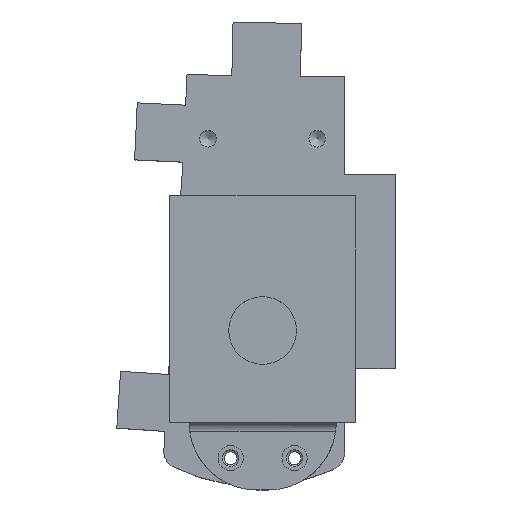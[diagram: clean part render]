
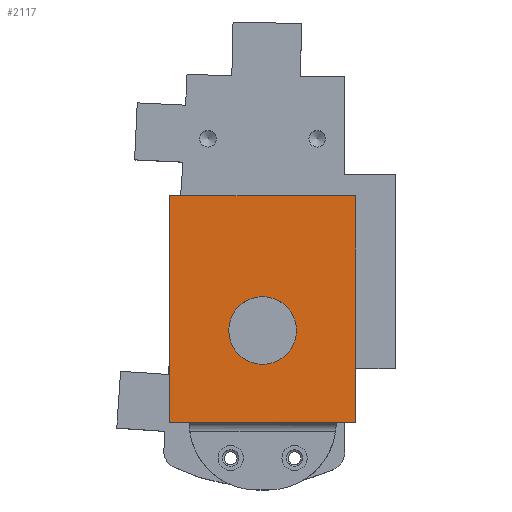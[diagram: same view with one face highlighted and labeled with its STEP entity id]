
A CAD part, top view. The second image highlights one B-rep face of the part: STEP entity #2117.
In plain terms, the highlighted face is planar.
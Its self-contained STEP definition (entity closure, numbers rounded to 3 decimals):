
#104=FACE_BOUND('',#336,.T.);
#142=PLANE('',#2292);
#217=FACE_OUTER_BOUND('',#335,.T.);
#335=EDGE_LOOP('',(#1625,#1626,#1627,#1628));
#336=EDGE_LOOP('',(#1629,#1630));
#434=LINE('',#3095,#647);
#450=LINE('',#3130,#663);
#490=LINE('',#3255,#703);
#491=LINE('',#3257,#704);
#647=VECTOR('',#2482,10.);
#663=VECTOR('',#2508,10.);
#703=VECTOR('',#2616,10.);
#704=VECTOR('',#2619,10.);
#868=CIRCLE('',#2277,3.5);
#869=CIRCLE('',#2278,3.5);
#948=VERTEX_POINT('',#3091);
#949=VERTEX_POINT('',#3093);
#962=VERTEX_POINT('',#3128);
#963=VERTEX_POINT('',#3129);
#984=VERTEX_POINT('',#3211);
#985=VERTEX_POINT('',#3212);
#1158=EDGE_CURVE('',#949,#948,#434,.T.);
#1174=EDGE_CURVE('',#962,#963,#450,.T.);
#1207=EDGE_CURVE('',#984,#985,#868,.T.);
#1208=EDGE_CURVE('',#985,#984,#869,.T.);
#1229=EDGE_CURVE('',#949,#963,#490,.T.);
#1230=EDGE_CURVE('',#962,#948,#491,.T.);
#1625=ORIENTED_EDGE('',*,*,#1230,.T.);
#1626=ORIENTED_EDGE('',*,*,#1158,.F.);
#1627=ORIENTED_EDGE('',*,*,#1229,.T.);
#1628=ORIENTED_EDGE('',*,*,#1174,.F.);
#1629=ORIENTED_EDGE('',*,*,#1207,.T.);
#1630=ORIENTED_EDGE('',*,*,#1208,.T.);
#2117=ADVANCED_FACE('',(#217,#104),#142,.T.);
#2277=AXIS2_PLACEMENT_3D('',#3213,#2569,#2570);
#2278=AXIS2_PLACEMENT_3D('',#3214,#2571,#2572);
#2292=AXIS2_PLACEMENT_3D('',#3258,#2620,#2621);
#2482=DIRECTION('',(1.,0.,0.));
#2508=DIRECTION('',(-1.,0.,0.));
#2569=DIRECTION('center_axis',(0.,-1.,0.));
#2570=DIRECTION('ref_axis',(1.,0.,0.));
#2571=DIRECTION('center_axis',(0.,-1.,0.));
#2572=DIRECTION('ref_axis',(1.,0.,0.));
#2616=DIRECTION('',(0.,0.,1.));
#2619=DIRECTION('',(0.,0.,-1.));
#2620=DIRECTION('center_axis',(0.,1.,0.));
#2621=DIRECTION('ref_axis',(1.,0.,0.));
#3091=CARTESIAN_POINT('',(20.6,8.9,-17.2));
#3093=CARTESIAN_POINT('',(-2.772,8.9,-17.2));
#3095=CARTESIAN_POINT('',(-2.772,8.9,-17.2));
#3128=CARTESIAN_POINT('',(20.6,8.9,2.));
#3129=CARTESIAN_POINT('',(-2.772,8.9,2.));
#3130=CARTESIAN_POINT('',(20.6,8.9,2.));
#3211=CARTESIAN_POINT('',(14.628,8.9,-7.6));
#3212=CARTESIAN_POINT('',(7.628,8.9,-7.6));
#3213=CARTESIAN_POINT('Origin',(11.128,8.9,-7.6));
#3214=CARTESIAN_POINT('Origin',(11.128,8.9,-7.6));
#3255=CARTESIAN_POINT('',(-2.772,8.9,0.));
#3257=CARTESIAN_POINT('',(20.6,8.9,0.));
#3258=CARTESIAN_POINT('Origin',(-2.772,8.9,0.));
